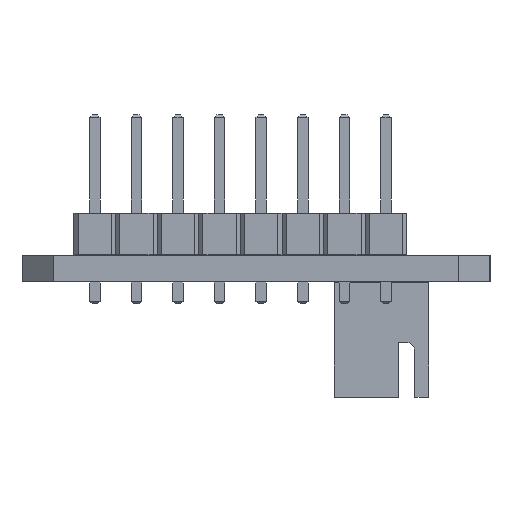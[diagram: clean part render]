
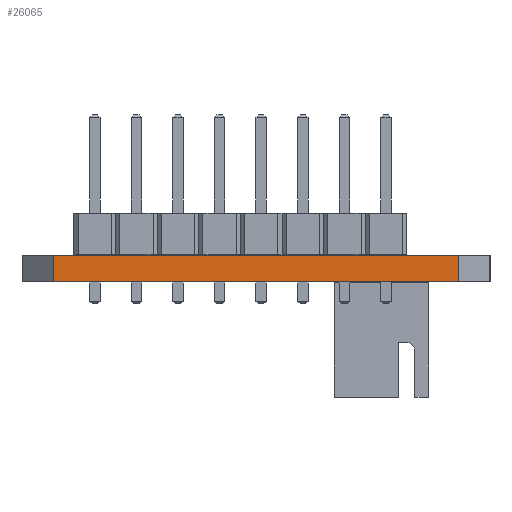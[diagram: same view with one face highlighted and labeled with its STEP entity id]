
A CAD part, left-side view. The second image highlights one B-rep face of the part: STEP entity #26065.
In plain terms, the highlighted planar face has unit normal (-1, 0, 0).
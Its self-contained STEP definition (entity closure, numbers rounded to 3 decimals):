
#23969 = PLANE('',#23970);
#23970 = AXIS2_PLACEMENT_3D('',#23971,#23972,#23973);
#23971 = CARTESIAN_POINT('',(87.036,-60.952,1.6));
#23972 = DIRECTION('',(-0.,-0.,-1.));
#23973 = DIRECTION('',(-1.,0.,0.));
#24023 = PLANE('',#24024);
#24024 = AXIS2_PLACEMENT_3D('',#24025,#24026,#24027);
#24025 = CARTESIAN_POINT('',(87.036,-60.952,0.));
#24026 = DIRECTION('',(-0.,-0.,-1.));
#24027 = DIRECTION('',(-1.,0.,0.));
#24300 = VERTEX_POINT('',#24301);
#24301 = CARTESIAN_POINT('',(64.135,-71.755,0.));
#24315 = PLANE('',#24316);
#24316 = AXIS2_PLACEMENT_3D('',#24317,#24318,#24319);
#24317 = CARTESIAN_POINT('',(66.04,-73.66,0.));
#24318 = DIRECTION('',(-0.707,-0.707,0.));
#24319 = DIRECTION('',(-0.707,0.707,0.));
#24327 = EDGE_CURVE('',#24300,#24328,#24330,.T.);
#24328 = VERTEX_POINT('',#24329);
#24329 = CARTESIAN_POINT('',(64.135,-46.99,0.));
#24330 = SURFACE_CURVE('',#24331,(#24335,#24342),.PCURVE_S1.);
#24331 = LINE('',#24332,#24333);
#24332 = CARTESIAN_POINT('',(64.135,-71.755,0.));
#24333 = VECTOR('',#24334,1.);
#24334 = DIRECTION('',(0.,1.,0.));
#24335 = PCURVE('',#24023,#24336);
#24336 = DEFINITIONAL_REPRESENTATION('',(#24337),#24341);
#24337 = LINE('',#24338,#24339);
#24338 = CARTESIAN_POINT('',(22.901,-10.803));
#24339 = VECTOR('',#24340,1.);
#24340 = DIRECTION('',(0.,1.));
#24341 = ( GEOMETRIC_REPRESENTATION_CONTEXT(2) 
PARAMETRIC_REPRESENTATION_CONTEXT() REPRESENTATION_CONTEXT('2D SPACE',''
  ) );
#24342 = PCURVE('',#24343,#24348);
#24343 = PLANE('',#24344);
#24344 = AXIS2_PLACEMENT_3D('',#24345,#24346,#24347);
#24345 = CARTESIAN_POINT('',(64.135,-71.755,0.));
#24346 = DIRECTION('',(-1.,0.,0.));
#24347 = DIRECTION('',(0.,1.,0.));
#24348 = DEFINITIONAL_REPRESENTATION('',(#24349),#24353);
#24349 = LINE('',#24350,#24351);
#24350 = CARTESIAN_POINT('',(0.,0.));
#24351 = VECTOR('',#24352,1.);
#24352 = DIRECTION('',(1.,0.));
#24353 = ( GEOMETRIC_REPRESENTATION_CONTEXT(2) 
PARAMETRIC_REPRESENTATION_CONTEXT() REPRESENTATION_CONTEXT('2D SPACE',''
  ) );
#24371 = PLANE('',#24372);
#24372 = AXIS2_PLACEMENT_3D('',#24373,#24374,#24375);
#24373 = CARTESIAN_POINT('',(64.135,-46.99,0.));
#24374 = DIRECTION('',(-0.707,0.707,0.));
#24375 = DIRECTION('',(0.707,0.707,0.));
#25238 = VERTEX_POINT('',#25239);
#25239 = CARTESIAN_POINT('',(64.135,-71.755,1.6));
#25260 = EDGE_CURVE('',#25238,#25261,#25263,.T.);
#25261 = VERTEX_POINT('',#25262);
#25262 = CARTESIAN_POINT('',(64.135,-46.99,1.6));
#25263 = SURFACE_CURVE('',#25264,(#25268,#25275),.PCURVE_S1.);
#25264 = LINE('',#25265,#25266);
#25265 = CARTESIAN_POINT('',(64.135,-71.755,1.6));
#25266 = VECTOR('',#25267,1.);
#25267 = DIRECTION('',(0.,1.,0.));
#25268 = PCURVE('',#23969,#25269);
#25269 = DEFINITIONAL_REPRESENTATION('',(#25270),#25274);
#25270 = LINE('',#25271,#25272);
#25271 = CARTESIAN_POINT('',(22.901,-10.803));
#25272 = VECTOR('',#25273,1.);
#25273 = DIRECTION('',(0.,1.));
#25274 = ( GEOMETRIC_REPRESENTATION_CONTEXT(2) 
PARAMETRIC_REPRESENTATION_CONTEXT() REPRESENTATION_CONTEXT('2D SPACE',''
  ) );
#25275 = PCURVE('',#24343,#25276);
#25276 = DEFINITIONAL_REPRESENTATION('',(#25277),#25281);
#25277 = LINE('',#25278,#25279);
#25278 = CARTESIAN_POINT('',(0.,-1.6));
#25279 = VECTOR('',#25280,1.);
#25280 = DIRECTION('',(1.,0.));
#25281 = ( GEOMETRIC_REPRESENTATION_CONTEXT(2) 
PARAMETRIC_REPRESENTATION_CONTEXT() REPRESENTATION_CONTEXT('2D SPACE',''
  ) );
#26015 = EDGE_CURVE('',#24328,#25261,#26016,.T.);
#26016 = SURFACE_CURVE('',#26017,(#26021,#26028),.PCURVE_S1.);
#26017 = LINE('',#26018,#26019);
#26018 = CARTESIAN_POINT('',(64.135,-46.99,0.));
#26019 = VECTOR('',#26020,1.);
#26020 = DIRECTION('',(0.,0.,1.));
#26021 = PCURVE('',#24371,#26022);
#26022 = DEFINITIONAL_REPRESENTATION('',(#26023),#26027);
#26023 = LINE('',#26024,#26025);
#26024 = CARTESIAN_POINT('',(0.,0.));
#26025 = VECTOR('',#26026,1.);
#26026 = DIRECTION('',(0.,-1.));
#26027 = ( GEOMETRIC_REPRESENTATION_CONTEXT(2) 
PARAMETRIC_REPRESENTATION_CONTEXT() REPRESENTATION_CONTEXT('2D SPACE',''
  ) );
#26028 = PCURVE('',#24343,#26029);
#26029 = DEFINITIONAL_REPRESENTATION('',(#26030),#26034);
#26030 = LINE('',#26031,#26032);
#26031 = CARTESIAN_POINT('',(24.765,0.));
#26032 = VECTOR('',#26033,1.);
#26033 = DIRECTION('',(0.,-1.));
#26034 = ( GEOMETRIC_REPRESENTATION_CONTEXT(2) 
PARAMETRIC_REPRESENTATION_CONTEXT() REPRESENTATION_CONTEXT('2D SPACE',''
  ) );
#26065 = ADVANCED_FACE('',(#26066),#24343,.T.);
#26066 = FACE_BOUND('',#26067,.T.);
#26067 = EDGE_LOOP('',(#26068,#26089,#26090,#26091));
#26068 = ORIENTED_EDGE('',*,*,#26069,.T.);
#26069 = EDGE_CURVE('',#24300,#25238,#26070,.T.);
#26070 = SURFACE_CURVE('',#26071,(#26075,#26082),.PCURVE_S1.);
#26071 = LINE('',#26072,#26073);
#26072 = CARTESIAN_POINT('',(64.135,-71.755,0.));
#26073 = VECTOR('',#26074,1.);
#26074 = DIRECTION('',(0.,0.,1.));
#26075 = PCURVE('',#24343,#26076);
#26076 = DEFINITIONAL_REPRESENTATION('',(#26077),#26081);
#26077 = LINE('',#26078,#26079);
#26078 = CARTESIAN_POINT('',(0.,0.));
#26079 = VECTOR('',#26080,1.);
#26080 = DIRECTION('',(0.,-1.));
#26081 = ( GEOMETRIC_REPRESENTATION_CONTEXT(2) 
PARAMETRIC_REPRESENTATION_CONTEXT() REPRESENTATION_CONTEXT('2D SPACE',''
  ) );
#26082 = PCURVE('',#24315,#26083);
#26083 = DEFINITIONAL_REPRESENTATION('',(#26084),#26088);
#26084 = LINE('',#26085,#26086);
#26085 = CARTESIAN_POINT('',(2.694,0.));
#26086 = VECTOR('',#26087,1.);
#26087 = DIRECTION('',(0.,-1.));
#26088 = ( GEOMETRIC_REPRESENTATION_CONTEXT(2) 
PARAMETRIC_REPRESENTATION_CONTEXT() REPRESENTATION_CONTEXT('2D SPACE',''
  ) );
#26089 = ORIENTED_EDGE('',*,*,#25260,.T.);
#26090 = ORIENTED_EDGE('',*,*,#26015,.F.);
#26091 = ORIENTED_EDGE('',*,*,#24327,.F.);
